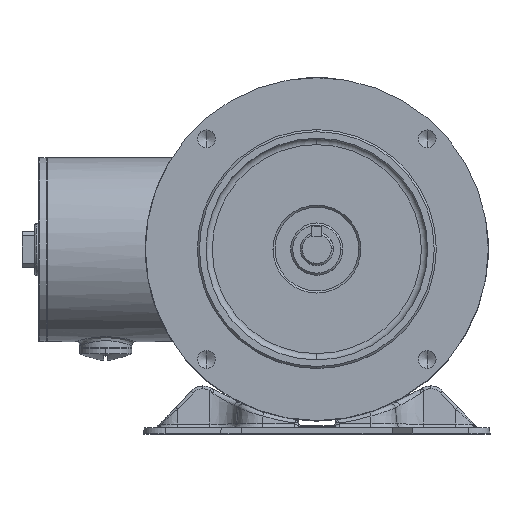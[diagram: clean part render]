
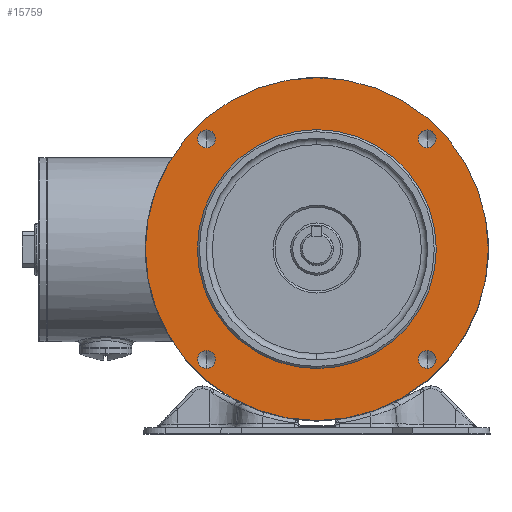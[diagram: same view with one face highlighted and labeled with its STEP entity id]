
A CAD part, top view. The second image highlights one B-rep face of the part: STEP entity #15759.
In plain terms, the highlighted planar face has unit normal (0, 0, 1).
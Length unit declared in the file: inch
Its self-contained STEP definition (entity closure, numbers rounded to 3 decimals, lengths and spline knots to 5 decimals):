
#419 = AXIS2_PLACEMENT_3D ( 'NONE', #10591, #23876, #13894 ) ;
#717 = DIRECTION ( 'NONE',  ( 0., 1., 0. ) ) ;
#778 = ORIENTED_EDGE ( 'NONE', *, *, #36165, .F. ) ;
#882 = EDGE_LOOP ( 'NONE', ( #5364, #778 ) ) ;
#1523 = CARTESIAN_POINT ( 'NONE',  ( 2.07678, 1.90946, 7.5 ) ) ;
#1757 = EDGE_LOOP ( 'NONE', ( #22457, #3257 ) ) ;
#2565 = CIRCLE ( 'NONE', #12451, 0.16732 ) ;
#2568 = DIRECTION ( 'NONE',  ( 0., 0., 1. ) ) ;
#2964 = AXIS2_PLACEMENT_3D ( 'NONE', #38517, #21965, #25278 ) ;
#3257 = ORIENTED_EDGE ( 'NONE', *, *, #6200, .F. ) ;
#3447 = CIRCLE ( 'NONE', #41524, 2.25 ) ;
#3898 = DIRECTION ( 'NONE',  ( 0., 0., -1. ) ) ;
#4394 = CARTESIAN_POINT ( 'NONE',  ( -2.07678, 2.2441, 7.5 ) ) ;
#4646 = EDGE_CURVE ( 'NONE', #27624, #27974, #2565, .T. ) ;
#5364 = ORIENTED_EDGE ( 'NONE', *, *, #22224, .F. ) ;
#5421 = VERTEX_POINT ( 'NONE', #11969 ) ;
#5436 = ORIENTED_EDGE ( 'NONE', *, *, #17416, .F. ) ;
#6200 = EDGE_CURVE ( 'NONE', #19981, #36907, #40009, .T. ) ;
#6363 = DIRECTION ( 'NONE',  ( 0., 1., 0. ) ) ;
#6611 = CARTESIAN_POINT ( 'NONE',  ( 2.07678, -2.2441, 7.5 ) ) ;
#6689 = VERTEX_POINT ( 'NONE', #9684 ) ;
#6735 = DIRECTION ( 'NONE',  ( 0., 1., 0. ) ) ;
#6945 = AXIS2_PLACEMENT_3D ( 'NONE', #30605, #33919, #6735 ) ;
#7210 = FACE_BOUND ( 'NONE', #17681, .T. ) ;
#7447 = EDGE_LOOP ( 'NONE', ( #5436, #43682 ) ) ;
#7968 = DIRECTION ( 'NONE',  ( 0., 1., 0. ) ) ;
#8826 = ORIENTED_EDGE ( 'NONE', *, *, #4646, .F. ) ;
#8838 = EDGE_CURVE ( 'NONE', #16101, #6689, #32321, .T. ) ;
#8925 = CARTESIAN_POINT ( 'NONE',  ( -2.07678, 2.07678, 7.5 ) ) ;
#9058 = CARTESIAN_POINT ( 'NONE',  ( 0., 0., 7.5 ) ) ;
#9311 = AXIS2_PLACEMENT_3D ( 'NONE', #38244, #12378, #43290 ) ;
#9603 = CIRCLE ( 'NONE', #419, 0.16732 ) ;
#9684 = CARTESIAN_POINT ( 'NONE',  ( 0., 2.25, 7.5 ) ) ;
#10382 = DIRECTION ( 'NONE',  ( 0., 1., 0. ) ) ;
#10449 = CIRCLE ( 'NONE', #32329, 0.16732 ) ;
#10527 = FACE_BOUND ( 'NONE', #7447, .T. ) ;
#10531 = CARTESIAN_POINT ( 'NONE',  ( 2.07678, -1.90946, 7.5 ) ) ;
#10591 = CARTESIAN_POINT ( 'NONE',  ( 2.07678, -2.07678, 7.5 ) ) ;
#10739 = FACE_BOUND ( 'NONE', #22628, .T. ) ;
#11186 = CARTESIAN_POINT ( 'NONE',  ( 0., 0., 7.5 ) ) ;
#11284 = CARTESIAN_POINT ( 'NONE',  ( 0., -2.25, 7.5 ) ) ;
#11969 = CARTESIAN_POINT ( 'NONE',  ( 0., -3.22835, 7.5 ) ) ;
#12206 = DIRECTION ( 'NONE',  ( 0., 0., 1. ) ) ;
#12376 = ORIENTED_EDGE ( 'NONE', *, *, #8838, .F. ) ;
#12378 = DIRECTION ( 'NONE',  ( 0., 0., -1. ) ) ;
#12451 = AXIS2_PLACEMENT_3D ( 'NONE', #43409, #2568, #13152 ) ;
#12767 = EDGE_CURVE ( 'NONE', #5421, #28882, #35447, .T. ) ;
#12805 = VERTEX_POINT ( 'NONE', #10531 ) ;
#13152 = DIRECTION ( 'NONE',  ( 0., 1., 0. ) ) ;
#13894 = DIRECTION ( 'NONE',  ( 0., 1., 0. ) ) ;
#14344 = VERTEX_POINT ( 'NONE', #6611 ) ;
#15420 = CIRCLE ( 'NONE', #26745, 0.16732 ) ;
#15759 = ADVANCED_FACE ( 'NONE', ( #27339, #20707, #10527, #10739, #7210, #34186 ), #38127, .F. ) ;
#16101 = VERTEX_POINT ( 'NONE', #11284 ) ;
#16104 = EDGE_CURVE ( 'NONE', #23111, #23442, #15420, .T. ) ;
#16825 = CIRCLE ( 'NONE', #37981, 0.16732 ) ;
#16965 = ORIENTED_EDGE ( 'NONE', *, *, #12767, .F. ) ;
#17280 = CARTESIAN_POINT ( 'NONE',  ( 2.07678, 2.07678, 7.5 ) ) ;
#17416 = EDGE_CURVE ( 'NONE', #23442, #23111, #10449, .T. ) ;
#17681 = EDGE_LOOP ( 'NONE', ( #32374, #12376 ) ) ;
#17841 = EDGE_CURVE ( 'NONE', #36907, #19981, #26010, .T. ) ;
#17989 = EDGE_CURVE ( 'NONE', #27974, #27624, #16825, .T. ) ;
#19170 = EDGE_CURVE ( 'NONE', #6689, #16101, #3447, .T. ) ;
#19981 = VERTEX_POINT ( 'NONE', #38963 ) ;
#20707 = FACE_BOUND ( 'NONE', #882, .T. ) ;
#21044 = DIRECTION ( 'NONE',  ( 0., 0., 1. ) ) ;
#21965 = DIRECTION ( 'NONE',  ( 0., 0., 1. ) ) ;
#22224 = EDGE_CURVE ( 'NONE', #12805, #14344, #33998, .T. ) ;
#22411 = DIRECTION ( 'NONE',  ( 0., 1., 0. ) ) ;
#22457 = ORIENTED_EDGE ( 'NONE', *, *, #17841, .F. ) ;
#22628 = EDGE_LOOP ( 'NONE', ( #27907, #8826 ) ) ;
#22765 = EDGE_CURVE ( 'NONE', #28882, #5421, #29771, .T. ) ;
#23111 = VERTEX_POINT ( 'NONE', #1523 ) ;
#23168 = DIRECTION ( 'NONE',  ( 0., 0., -1. ) ) ;
#23220 = CARTESIAN_POINT ( 'NONE',  ( -2.07678, 1.90946, 7.5 ) ) ;
#23442 = VERTEX_POINT ( 'NONE', #27355 ) ;
#23876 = DIRECTION ( 'NONE',  ( 0., 0., 1. ) ) ;
#24233 = CARTESIAN_POINT ( 'NONE',  ( -2.07678, -2.07678, 7.5 ) ) ;
#25278 = DIRECTION ( 'NONE',  ( 0., 1., 0. ) ) ;
#26010 = CIRCLE ( 'NONE', #6945, 0.16732 ) ;
#26745 = AXIS2_PLACEMENT_3D ( 'NONE', #28307, #41738, #7968 ) ;
#26773 = CARTESIAN_POINT ( 'NONE',  ( 0., 0., 7.5 ) ) ;
#27339 = FACE_BOUND ( 'NONE', #1757, .T. ) ;
#27355 = CARTESIAN_POINT ( 'NONE',  ( 2.07678, 2.2441, 7.5 ) ) ;
#27624 = VERTEX_POINT ( 'NONE', #23220 ) ;
#27907 = ORIENTED_EDGE ( 'NONE', *, *, #17989, .F. ) ;
#27974 = VERTEX_POINT ( 'NONE', #4394 ) ;
#28070 = AXIS2_PLACEMENT_3D ( 'NONE', #24233, #37694, #37040 ) ;
#28307 = CARTESIAN_POINT ( 'NONE',  ( 2.07678, 2.07678, 7.5 ) ) ;
#28882 = VERTEX_POINT ( 'NONE', #32030 ) ;
#28981 = CARTESIAN_POINT ( 'NONE',  ( -2.07678, -1.90946, 7.5 ) ) ;
#29473 = AXIS2_PLACEMENT_3D ( 'NONE', #9058, #32701, #42604 ) ;
#29771 = CIRCLE ( 'NONE', #9311, 3.22835 ) ;
#30605 = CARTESIAN_POINT ( 'NONE',  ( -2.07678, -2.07678, 7.5 ) ) ;
#30877 = DIRECTION ( 'NONE',  ( 0., -1., 0. ) ) ;
#31256 = AXIS2_PLACEMENT_3D ( 'NONE', #36193, #23168, #6363 ) ;
#32030 = CARTESIAN_POINT ( 'NONE',  ( 0., 3.22835, 7.5 ) ) ;
#32321 = CIRCLE ( 'NONE', #29473, 2.25 ) ;
#32329 = AXIS2_PLACEMENT_3D ( 'NONE', #17280, #21044, #717 ) ;
#32374 = ORIENTED_EDGE ( 'NONE', *, *, #19170, .F. ) ;
#32401 = ORIENTED_EDGE ( 'NONE', *, *, #22765, .F. ) ;
#32701 = DIRECTION ( 'NONE',  ( 0., 0., 1. ) ) ;
#33919 = DIRECTION ( 'NONE',  ( 0., 0., 1. ) ) ;
#33998 = CIRCLE ( 'NONE', #2964, 0.16732 ) ;
#34186 = FACE_OUTER_BOUND ( 'NONE', #34731, .T. ) ;
#34260 = DIRECTION ( 'NONE',  ( 0., 0., 1. ) ) ;
#34731 = EDGE_LOOP ( 'NONE', ( #32401, #16965 ) ) ;
#35447 = CIRCLE ( 'NONE', #31256, 3.22835 ) ;
#36165 = EDGE_CURVE ( 'NONE', #14344, #12805, #9603, .T. ) ;
#36193 = CARTESIAN_POINT ( 'NONE',  ( 0., 0., 7.5 ) ) ;
#36907 = VERTEX_POINT ( 'NONE', #28981 ) ;
#37040 = DIRECTION ( 'NONE',  ( 0., 1., 0. ) ) ;
#37694 = DIRECTION ( 'NONE',  ( 0., 0., 1. ) ) ;
#37981 = AXIS2_PLACEMENT_3D ( 'NONE', #8925, #12206, #22411 ) ;
#38127 = PLANE ( 'NONE',  #42922 ) ;
#38244 = CARTESIAN_POINT ( 'NONE',  ( 0., 0., 7.5 ) ) ;
#38517 = CARTESIAN_POINT ( 'NONE',  ( 2.07678, -2.07678, 7.5 ) ) ;
#38963 = CARTESIAN_POINT ( 'NONE',  ( -2.07678, -2.2441, 7.5 ) ) ;
#40009 = CIRCLE ( 'NONE', #28070, 0.16732 ) ;
#41524 = AXIS2_PLACEMENT_3D ( 'NONE', #26773, #34260, #10382 ) ;
#41738 = DIRECTION ( 'NONE',  ( 0., 0., 1. ) ) ;
#42604 = DIRECTION ( 'NONE',  ( 0., 1., 0. ) ) ;
#42922 = AXIS2_PLACEMENT_3D ( 'NONE', #11186, #3898, #30877 ) ;
#43290 = DIRECTION ( 'NONE',  ( 0., 1., 0. ) ) ;
#43409 = CARTESIAN_POINT ( 'NONE',  ( -2.07678, 2.07678, 7.5 ) ) ;
#43682 = ORIENTED_EDGE ( 'NONE', *, *, #16104, .F. ) ;
